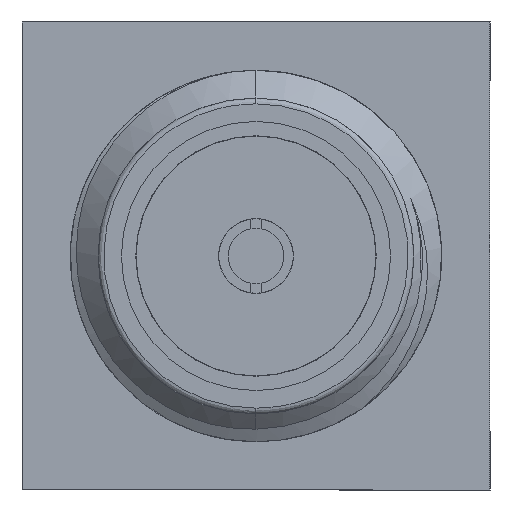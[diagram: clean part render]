
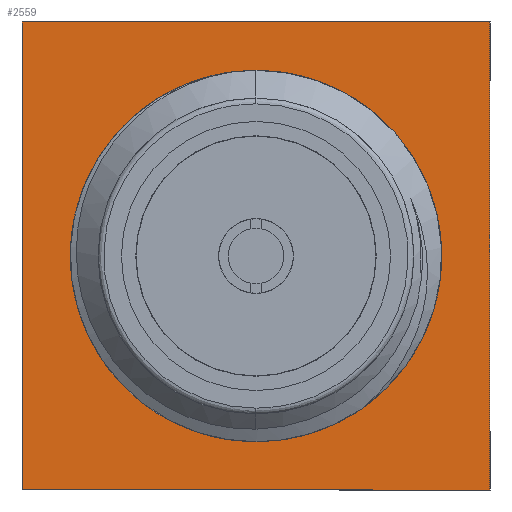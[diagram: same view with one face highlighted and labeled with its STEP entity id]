
A CAD part, left-side view. The second image highlights one B-rep face of the part: STEP entity #2559.
In plain terms, the highlighted planar face has unit normal (-1, 0, 0).
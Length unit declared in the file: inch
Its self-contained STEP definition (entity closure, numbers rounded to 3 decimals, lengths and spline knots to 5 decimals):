
#4 = CARTESIAN_POINT ( 'NONE',  ( 0.31024, -0.15748, 0.15748 ) ) ;
#19 = LINE ( 'NONE', #4, #824 ) ;
#102 = EDGE_CURVE ( 'NONE', #1119, #589, #19, .T. ) ;
#194 = VECTOR ( 'NONE', #1472, 39.37008 ) ;
#334 = PLANE ( 'NONE',  #2966 ) ;
#419 = AXIS2_PLACEMENT_3D ( 'NONE', #1154, #1726, #2207 ) ;
#495 = EDGE_CURVE ( 'NONE', #2144, #1717, #3175, .T. ) ;
#496 = DIRECTION ( 'NONE',  ( 0., 0., -1. ) ) ;
#503 = ORIENTED_EDGE ( 'NONE', *, *, #2297, .T. ) ;
#589 = VERTEX_POINT ( 'NONE', #2891 ) ;
#627 = DIRECTION ( 'NONE',  ( 0., 0., 1. ) ) ;
#700 = CARTESIAN_POINT ( 'NONE',  ( 0.31024, 0., 0. ) ) ;
#710 = CARTESIAN_POINT ( 'NONE',  ( 0.31024, 0.15748, -0.15748 ) ) ;
#824 = VECTOR ( 'NONE', #2844, 39.37008 ) ;
#889 = VERTEX_POINT ( 'NONE', #710 ) ;
#934 = VECTOR ( 'NONE', #1805, 39.37008 ) ;
#940 = LINE ( 'NONE', #1284, #934 ) ;
#990 = CIRCLE ( 'NONE', #419, 0.1063 ) ;
#1007 = CARTESIAN_POINT ( 'NONE',  ( 0.31024, 0., -0.1063 ) ) ;
#1010 = CARTESIAN_POINT ( 'NONE',  ( 0.31024, 0., 0.1063 ) ) ;
#1119 = VERTEX_POINT ( 'NONE', #1519 ) ;
#1154 = CARTESIAN_POINT ( 'NONE',  ( 0.31024, 0., 0. ) ) ;
#1226 = DIRECTION ( 'NONE',  ( 0., 0., -1. ) ) ;
#1284 = CARTESIAN_POINT ( 'NONE',  ( 0.31024, 0.15748, -0.15748 ) ) ;
#1294 = ORIENTED_EDGE ( 'NONE', *, *, #3090, .T. ) ;
#1329 = EDGE_LOOP ( 'NONE', ( #1428, #2560, #2631, #1294 ) ) ;
#1349 = FACE_BOUND ( 'NONE', #2692, .T. ) ;
#1354 = AXIS2_PLACEMENT_3D ( 'NONE', #700, #1524, #1226 ) ;
#1424 = EDGE_CURVE ( 'NONE', #889, #1119, #940, .T. ) ;
#1428 = ORIENTED_EDGE ( 'NONE', *, *, #1424, .T. ) ;
#1472 = DIRECTION ( 'NONE',  ( 0., 1., 0. ) ) ;
#1519 = CARTESIAN_POINT ( 'NONE',  ( 0.31024, -0.15748, -0.15748 ) ) ;
#1524 = DIRECTION ( 'NONE',  ( 1., 0., 0. ) ) ;
#1717 = VERTEX_POINT ( 'NONE', #1007 ) ;
#1726 = DIRECTION ( 'NONE',  ( 1., 0., 0. ) ) ;
#1750 = LINE ( 'NONE', #2775, #3127 ) ;
#1805 = DIRECTION ( 'NONE',  ( 0., -1., 0. ) ) ;
#2094 = FACE_OUTER_BOUND ( 'NONE', #1329, .T. ) ;
#2112 = CARTESIAN_POINT ( 'NONE',  ( 0.31024, 0., 0. ) ) ;
#2144 = VERTEX_POINT ( 'NONE', #1010 ) ;
#2207 = DIRECTION ( 'NONE',  ( 0., 0., -1. ) ) ;
#2297 = EDGE_CURVE ( 'NONE', #1717, #2144, #990, .T. ) ;
#2559 = ADVANCED_FACE ( 'NONE', ( #1349, #2094 ), #334, .T. ) ;
#2560 = ORIENTED_EDGE ( 'NONE', *, *, #102, .T. ) ;
#2571 = CARTESIAN_POINT ( 'NONE',  ( 0.31024, 0.15748, 0.15748 ) ) ;
#2615 = VERTEX_POINT ( 'NONE', #2878 ) ;
#2631 = ORIENTED_EDGE ( 'NONE', *, *, #2778, .T. ) ;
#2692 = EDGE_LOOP ( 'NONE', ( #503, #2841 ) ) ;
#2775 = CARTESIAN_POINT ( 'NONE',  ( 0.31024, 0.15748, 0.15748 ) ) ;
#2778 = EDGE_CURVE ( 'NONE', #589, #2615, #2781, .T. ) ;
#2781 = LINE ( 'NONE', #2571, #194 ) ;
#2841 = ORIENTED_EDGE ( 'NONE', *, *, #495, .T. ) ;
#2844 = DIRECTION ( 'NONE',  ( 0., 0., 1. ) ) ;
#2878 = CARTESIAN_POINT ( 'NONE',  ( 0.31024, 0.15748, 0.15748 ) ) ;
#2891 = CARTESIAN_POINT ( 'NONE',  ( 0.31024, -0.15748, 0.15748 ) ) ;
#2908 = DIRECTION ( 'NONE',  ( -1., 0., 0. ) ) ;
#2966 = AXIS2_PLACEMENT_3D ( 'NONE', #2112, #2908, #627 ) ;
#3090 = EDGE_CURVE ( 'NONE', #2615, #889, #1750, .T. ) ;
#3127 = VECTOR ( 'NONE', #496, 39.37008 ) ;
#3175 = CIRCLE ( 'NONE', #1354, 0.1063 ) ;
